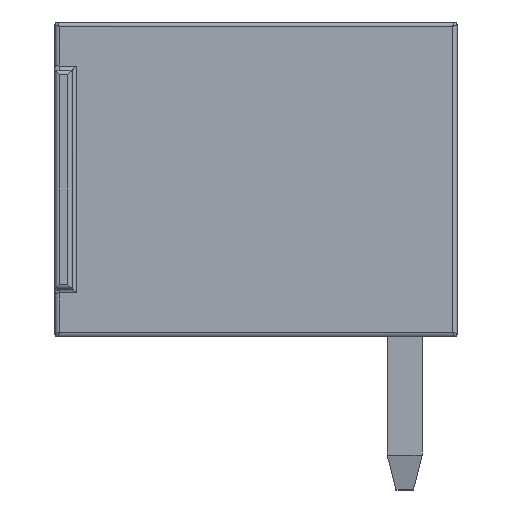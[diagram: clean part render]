
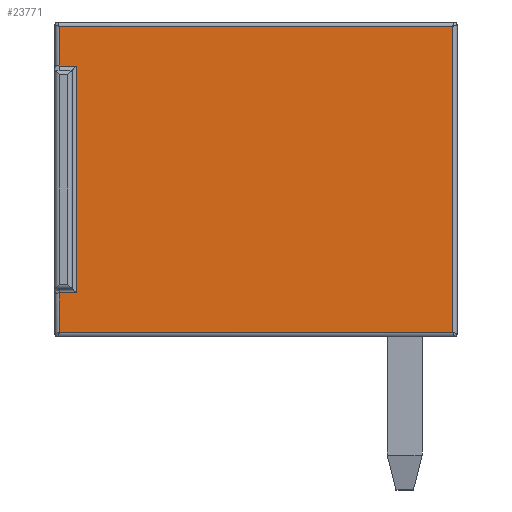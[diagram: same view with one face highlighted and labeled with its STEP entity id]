
A CAD part, left-side view. The second image highlights one B-rep face of the part: STEP entity #23771.
In plain terms, the highlighted planar face has unit normal (-1, 0, 0).
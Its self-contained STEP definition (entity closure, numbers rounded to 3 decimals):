
#576=PLANE('',#25425);
#981=LINE('',#44018,#2718);
#983=LINE('',#44120,#2720);
#985=LINE('',#44215,#2722);
#987=LINE('',#44221,#2724);
#988=LINE('',#44223,#2725);
#989=LINE('',#44225,#2726);
#990=LINE('',#44226,#2727);
#991=LINE('',#44227,#2728);
#2718=VECTOR('',#28694,0.1);
#2720=VECTOR('',#28706,0.1);
#2722=VECTOR('',#28712,10.);
#2724=VECTOR('',#28718,10.);
#2725=VECTOR('',#28719,10.);
#2726=VECTOR('',#28720,10.);
#2727=VECTOR('',#28721,10.);
#2728=VECTOR('',#28722,10.);
#5414=FACE_OUTER_BOUND('',#7044,.T.);
#7044=EDGE_LOOP('',(#16610,#16611,#16612,#16613,#16614,#16615,#16616,#16617));
#10628=VERTEX_POINT('',#44011);
#10631=VERTEX_POINT('',#44016);
#10637=VERTEX_POINT('',#44116);
#10639=VERTEX_POINT('',#44119);
#10644=VERTEX_POINT('',#44214);
#10646=VERTEX_POINT('',#44220);
#10647=VERTEX_POINT('',#44222);
#10648=VERTEX_POINT('',#44224);
#12804=EDGE_CURVE('',#10631,#10628,#981,.T.);
#12813=EDGE_CURVE('',#10637,#10639,#983,.T.);
#12820=EDGE_CURVE('',#10639,#10644,#985,.T.);
#12823=EDGE_CURVE('',#10646,#10631,#987,.T.);
#12824=EDGE_CURVE('',#10647,#10646,#988,.T.);
#12825=EDGE_CURVE('',#10648,#10647,#989,.T.);
#12826=EDGE_CURVE('',#10644,#10648,#990,.T.);
#12827=EDGE_CURVE('',#10637,#10628,#991,.T.);
#16610=ORIENTED_EDGE('',*,*,#12804,.F.);
#16611=ORIENTED_EDGE('',*,*,#12823,.F.);
#16612=ORIENTED_EDGE('',*,*,#12824,.F.);
#16613=ORIENTED_EDGE('',*,*,#12825,.F.);
#16614=ORIENTED_EDGE('',*,*,#12826,.F.);
#16615=ORIENTED_EDGE('',*,*,#12820,.F.);
#16616=ORIENTED_EDGE('',*,*,#12813,.F.);
#16617=ORIENTED_EDGE('',*,*,#12827,.T.);
#23771=ADVANCED_FACE('',(#5414),#576,.T.);
#25425=AXIS2_PLACEMENT_3D('',#44219,#28716,#28717);
#28694=DIRECTION('',(0.,-1.,0.));
#28706=DIRECTION('',(0.,1.,0.));
#28712=DIRECTION('',(0.,0.,1.));
#28716=DIRECTION('center_axis',(-1.,0.,0.));
#28717=DIRECTION('ref_axis',(0.,-1.,0.));
#28718=DIRECTION('',(0.,0.,1.));
#28719=DIRECTION('',(0.,1.,0.));
#28720=DIRECTION('',(0.,0.,-1.));
#28721=DIRECTION('',(0.,-1.,0.));
#28722=DIRECTION('',(0.,0.,-1.));
#44011=CARTESIAN_POINT('',(-12.8,7.506,1.006));
#44016=CARTESIAN_POINT('',(-12.8,7.9,1.006));
#44018=CARTESIAN_POINT('',(-12.8,7.9,1.006));
#44116=CARTESIAN_POINT('',(-12.8,7.506,6.194));
#44119=CARTESIAN_POINT('',(-12.8,7.9,6.194));
#44120=CARTESIAN_POINT('',(-12.8,7.7,6.194));
#44214=CARTESIAN_POINT('',(-12.8,7.9,7.1));
#44215=CARTESIAN_POINT('',(-12.8,7.9,5.4));
#44219=CARTESIAN_POINT('Origin',(-12.8,3.4,3.6));
#44220=CARTESIAN_POINT('',(-12.8,7.9,0.1));
#44221=CARTESIAN_POINT('',(-12.8,7.9,5.4));
#44222=CARTESIAN_POINT('',(-12.8,-1.1,0.1));
#44223=CARTESIAN_POINT('',(-12.8,5.7,0.1));
#44224=CARTESIAN_POINT('',(-12.8,-1.1,7.1));
#44225=CARTESIAN_POINT('',(-12.8,-1.1,1.8));
#44226=CARTESIAN_POINT('',(-12.8,1.1,7.1));
#44227=CARTESIAN_POINT('',(-12.8,7.506,2.35));
